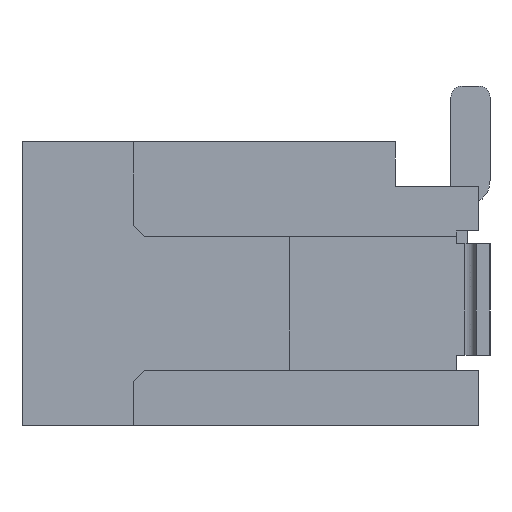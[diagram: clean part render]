
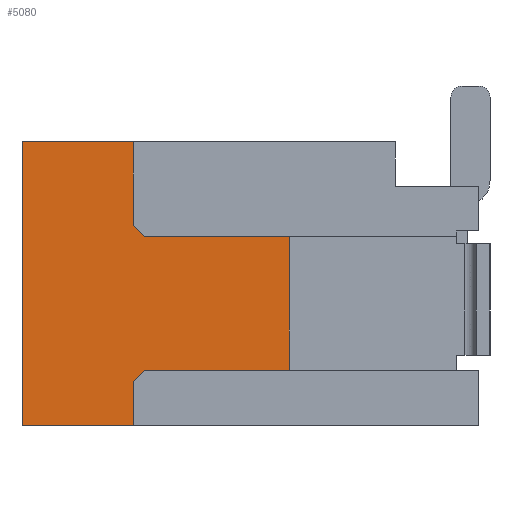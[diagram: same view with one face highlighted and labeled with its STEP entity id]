
A CAD part, left-side view. The second image highlights one B-rep face of the part: STEP entity #5080.
In plain terms, the highlighted planar face has unit normal (-1, 0, 0).
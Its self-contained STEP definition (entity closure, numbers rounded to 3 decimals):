
#309=DIRECTION('',(0.,-1.,0.));
#310=VECTOR('',#309,2.);
#311=CARTESIAN_POINT('',(-4.,8.2,-2.55));
#312=LINE('',#311,#310);
#1487=DIRECTION('',(0.,-1.,0.));
#1488=VECTOR('',#1487,2.);
#1489=CARTESIAN_POINT('',(-4.,8.2,2.55));
#1490=LINE('',#1489,#1488);
#1547=DIRECTION('',(0.,-0.707,0.707));
#1548=VECTOR('',#1547,0.283);
#1549=CARTESIAN_POINT('',(-4.,6.2,-2.08));
#1550=LINE('',#1549,#1548);
#1555=DIRECTION('',(0.,-1.,0.));
#1556=VECTOR('',#1555,5.4);
#1557=CARTESIAN_POINT('',(-4.,6.,-1.88));
#1558=LINE('',#1557,#1556);
#1559=DIRECTION('',(0.,0.,-1.));
#1560=VECTOR('',#1559,1.);
#1561=CARTESIAN_POINT('',(-4.,6.2,2.55));
#1562=LINE('',#1561,#1560);
#1563=DIRECTION('',(0.,-1.,0.));
#1564=VECTOR('',#1563,5.4);
#1565=CARTESIAN_POINT('',(-4.,6.,1.35));
#1566=LINE('',#1565,#1564);
#1567=DIRECTION('',(0.,1.,0.));
#1568=VECTOR('',#1567,2.8);
#1569=CARTESIAN_POINT('',(-4.,0.6,1.3));
#1570=LINE('',#1569,#1568);
#1571=DIRECTION('',(0.,0.,-1.));
#1572=VECTOR('',#1571,3.16);
#1573=CARTESIAN_POINT('',(-4.,3.4,1.3));
#1574=LINE('',#1573,#1572);
#1575=DIRECTION('',(0.,1.,0.));
#1576=VECTOR('',#1575,2.8);
#1577=CARTESIAN_POINT('',(-4.,0.6,-1.86));
#1578=LINE('',#1577,#1576);
#1579=DIRECTION('',(0.,0.,-1.));
#1580=VECTOR('',#1579,0.47);
#1581=CARTESIAN_POINT('',(-4.,6.2,-2.08));
#1582=LINE('',#1581,#1580);
#1583=DIRECTION('',(0.,0.,1.));
#1584=VECTOR('',#1583,5.1);
#1585=CARTESIAN_POINT('',(-4.,8.2,-2.55));
#1586=LINE('',#1585,#1584);
#1587=DIRECTION('',(0.,0.707,0.707));
#1588=VECTOR('',#1587,0.283);
#1589=CARTESIAN_POINT('',(-4.,6.,1.35));
#1590=LINE('',#1589,#1588);
#1691=DIRECTION('',(0.,0.,-1.));
#1692=VECTOR('',#1691,0.02);
#1693=CARTESIAN_POINT('',(-4.,0.6,-1.86));
#1694=LINE('',#1693,#1692);
#1699=DIRECTION('',(0.,0.,-1.));
#1700=VECTOR('',#1699,0.05);
#1701=CARTESIAN_POINT('',(-4.,0.6,1.35));
#1702=LINE('',#1701,#1700);
#2221=CARTESIAN_POINT('',(-4.,0.6,-1.88));
#2223=VERTEX_POINT('',#2221);
#2226=CARTESIAN_POINT('',(-4.,0.6,1.35));
#2228=VERTEX_POINT('',#2226);
#2251=CARTESIAN_POINT('',(-4.,3.4,1.3));
#2252=CARTESIAN_POINT('',(-4.,3.4,-1.86));
#2253=VERTEX_POINT('',#2251);
#2254=VERTEX_POINT('',#2252);
#2358=CARTESIAN_POINT('',(-4.,6.2,2.55));
#2360=VERTEX_POINT('',#2358);
#2361=CARTESIAN_POINT('',(-4.,8.2,2.55));
#2362=VERTEX_POINT('',#2361);
#2370=CARTESIAN_POINT('',(-4.,6.2,-2.55));
#2372=VERTEX_POINT('',#2370);
#2373=CARTESIAN_POINT('',(-4.,8.2,-2.55));
#2374=VERTEX_POINT('',#2373);
#2385=CARTESIAN_POINT('',(-4.,0.6,-1.86));
#2387=VERTEX_POINT('',#2385);
#2389=CARTESIAN_POINT('',(-4.,0.6,1.3));
#2391=VERTEX_POINT('',#2389);
#2835=CARTESIAN_POINT('',(-4.,6.,-1.88));
#2837=VERTEX_POINT('',#2835);
#2839=CARTESIAN_POINT('',(-4.,6.2,-2.08));
#2841=VERTEX_POINT('',#2839);
#2852=CARTESIAN_POINT('',(-4.,6.2,1.55));
#2854=VERTEX_POINT('',#2852);
#2856=CARTESIAN_POINT('',(-4.,6.,1.35));
#2858=VERTEX_POINT('',#2856);
#5052=CARTESIAN_POINT('',(-4.,8.2,1.35));
#5053=DIRECTION('',(1.,0.,0.));
#5054=DIRECTION('',(0.,0.,-1.));
#5055=AXIS2_PLACEMENT_3D('',#5052,#5053,#5054);
#5056=PLANE('',#5055);
#5057=ORIENTED_EDGE('',*,*,#5010,.T.);
#5059=ORIENTED_EDGE('',*,*,#5058,.F.);
#5061=ORIENTED_EDGE('',*,*,#5060,.T.);
#5063=ORIENTED_EDGE('',*,*,#5062,.T.);
#5065=ORIENTED_EDGE('',*,*,#5064,.T.);
#5067=ORIENTED_EDGE('',*,*,#5066,.T.);
#5069=ORIENTED_EDGE('',*,*,#5068,.F.);
#5071=ORIENTED_EDGE('',*,*,#5070,.T.);
#5072=ORIENTED_EDGE('',*,*,#5043,.F.);
#5073=ORIENTED_EDGE('',*,*,#5032,.F.);
#5074=ORIENTED_EDGE('',*,*,#4998,.T.);
#5075=ORIENTED_EDGE('',*,*,#3227,.F.);
#5076=ORIENTED_EDGE('',*,*,#3370,.T.);
#5077=ORIENTED_EDGE('',*,*,#4954,.T.);
#5078=EDGE_LOOP('',(#5057,#5059,#5061,#5063,#5065,#5067,#5069,#5071,#5072,#5073,
#5074,#5075,#5076,#5077));
#5079=FACE_OUTER_BOUND('',#5078,.F.);
#3227=EDGE_CURVE('',#2374,#2372,#312,.T.);
#3370=EDGE_CURVE('',#2374,#2362,#1586,.T.);
#4954=EDGE_CURVE('',#2362,#2360,#1490,.T.);
#4998=EDGE_CURVE('',#2841,#2372,#1582,.T.);
#5010=EDGE_CURVE('',#2360,#2854,#1562,.T.);
#5032=EDGE_CURVE('',#2841,#2837,#1550,.T.);
#5043=EDGE_CURVE('',#2837,#2223,#1558,.T.);
#5058=EDGE_CURVE('',#2858,#2854,#1590,.T.);
#5060=EDGE_CURVE('',#2858,#2228,#1566,.T.);
#5062=EDGE_CURVE('',#2228,#2391,#1702,.T.);
#5064=EDGE_CURVE('',#2391,#2253,#1570,.T.);
#5066=EDGE_CURVE('',#2253,#2254,#1574,.T.);
#5068=EDGE_CURVE('',#2387,#2254,#1578,.T.);
#5070=EDGE_CURVE('',#2387,#2223,#1694,.T.);
#5080=ADVANCED_FACE('',(#5079),#5056,.F.);
